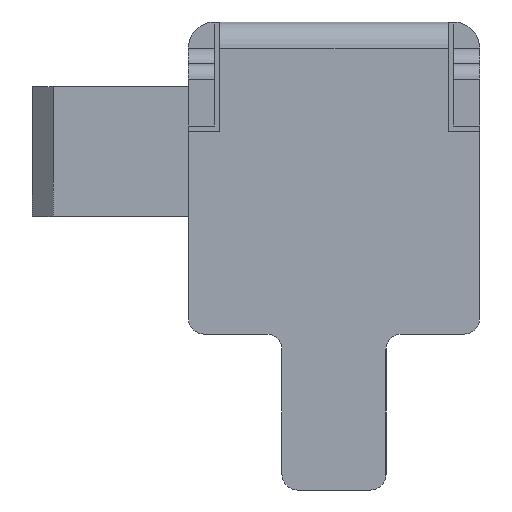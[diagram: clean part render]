
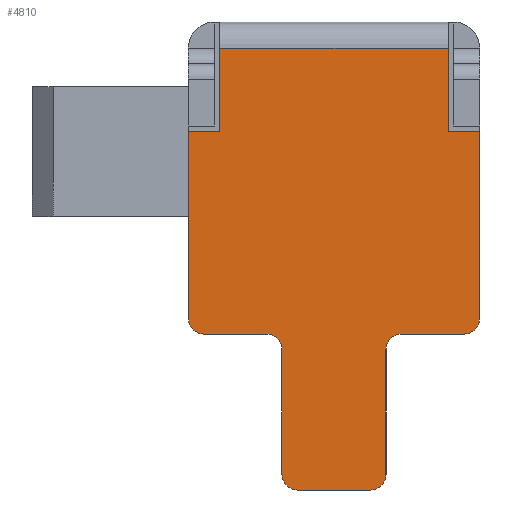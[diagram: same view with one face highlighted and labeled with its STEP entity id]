
A CAD part, left-side view. The second image highlights one B-rep face of the part: STEP entity #4810.
In plain terms, the highlighted planar face has unit normal (-1, 0, 0).
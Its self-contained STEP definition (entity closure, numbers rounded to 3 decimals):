
#256=CIRCLE('',#5129,0.3);
#258=CIRCLE('',#5132,0.3);
#263=CIRCLE('',#5140,0.3);
#264=CIRCLE('',#5142,0.3);
#265=CIRCLE('',#5143,0.3);
#266=CIRCLE('',#5144,0.3);
#438=FACE_OUTER_BOUND('',#701,.T.);
#701=EDGE_LOOP('',(#3705,#3706,#3707,#3708,#3709,#3710,#3711,#3712,#3713,
#3714,#3715,#3716,#3717,#3718,#3719,#3720,#3721,#3722));
#1099=LINE('',#7205,#1685);
#1105=LINE('',#7223,#1691);
#1109=LINE('',#7230,#1695);
#1113=LINE('',#7239,#1699);
#1116=LINE('',#7245,#1702);
#1118=LINE('',#7250,#1704);
#1122=LINE('',#7257,#1708);
#1124=LINE('',#7262,#1710);
#1129=LINE('',#7280,#1715);
#1135=LINE('',#7303,#1721);
#1136=LINE('',#7306,#1722);
#1137=LINE('',#7309,#1723);
#1685=VECTOR('',#5861,4.4);
#1691=VECTOR('',#5883,1.599);
#1695=VECTOR('',#5889,0.6);
#1699=VECTOR('',#5895,2.4);
#1702=VECTOR('',#5900,1.599);
#1704=VECTOR('',#5904,0.6);
#1708=VECTOR('',#5910,3.6);
#1710=VECTOR('',#5914,3.6);
#1715=VECTOR('',#5933,1.4);
#1721=VECTOR('',#5957,1.2);
#1722=VECTOR('',#5960,2.4);
#1723=VECTOR('',#5963,1.2);
#2209=VERTEX_POINT('',#7203);
#2210=VERTEX_POINT('',#7204);
#2214=VERTEX_POINT('',#7221);
#2216=VERTEX_POINT('',#7228);
#2218=VERTEX_POINT('',#7233);
#2220=VERTEX_POINT('',#7237);
#2221=VERTEX_POINT('',#7241);
#2224=VERTEX_POINT('',#7249);
#2226=VERTEX_POINT('',#7254);
#2227=VERTEX_POINT('',#7259);
#2230=VERTEX_POINT('',#7267);
#2232=VERTEX_POINT('',#7273);
#2233=VERTEX_POINT('',#7277);
#2240=VERTEX_POINT('',#7296);
#2241=VERTEX_POINT('',#7300);
#2242=VERTEX_POINT('',#7302);
#2243=VERTEX_POINT('',#7305);
#2244=VERTEX_POINT('',#7307);
#2727=EDGE_CURVE('',#2209,#2210,#1099,.T.);
#2737=EDGE_CURVE('',#2209,#2214,#1105,.T.);
#2741=EDGE_CURVE('',#2216,#2214,#1109,.T.);
#2745=EDGE_CURVE('',#2218,#2220,#1113,.T.);
#2748=EDGE_CURVE('',#2210,#2221,#1116,.T.);
#2750=EDGE_CURVE('',#2224,#2221,#1118,.T.);
#2754=EDGE_CURVE('',#2226,#2224,#1122,.T.);
#2756=EDGE_CURVE('',#2227,#2216,#1124,.T.);
#2760=EDGE_CURVE('',#2230,#2227,#256,.T.);
#2763=EDGE_CURVE('',#2232,#2220,#258,.T.);
#2765=EDGE_CURVE('',#2233,#2232,#1129,.T.);
#2774=EDGE_CURVE('',#2240,#2233,#263,.T.);
#2776=EDGE_CURVE('',#2226,#2241,#264,.T.);
#2777=EDGE_CURVE('',#2230,#2242,#1135,.T.);
#2778=EDGE_CURVE('',#2218,#2242,#265,.T.);
#2779=EDGE_CURVE('',#2240,#2243,#1136,.T.);
#2780=EDGE_CURVE('',#2244,#2243,#266,.T.);
#2781=EDGE_CURVE('',#2244,#2241,#1137,.T.);
#3705=ORIENTED_EDGE('',*,*,#2776,.F.);
#3706=ORIENTED_EDGE('',*,*,#2754,.T.);
#3707=ORIENTED_EDGE('',*,*,#2750,.T.);
#3708=ORIENTED_EDGE('',*,*,#2748,.F.);
#3709=ORIENTED_EDGE('',*,*,#2727,.F.);
#3710=ORIENTED_EDGE('',*,*,#2737,.T.);
#3711=ORIENTED_EDGE('',*,*,#2741,.F.);
#3712=ORIENTED_EDGE('',*,*,#2756,.F.);
#3713=ORIENTED_EDGE('',*,*,#2760,.F.);
#3714=ORIENTED_EDGE('',*,*,#2777,.T.);
#3715=ORIENTED_EDGE('',*,*,#2778,.F.);
#3716=ORIENTED_EDGE('',*,*,#2745,.T.);
#3717=ORIENTED_EDGE('',*,*,#2763,.F.);
#3718=ORIENTED_EDGE('',*,*,#2765,.F.);
#3719=ORIENTED_EDGE('',*,*,#2774,.F.);
#3720=ORIENTED_EDGE('',*,*,#2779,.T.);
#3721=ORIENTED_EDGE('',*,*,#2780,.F.);
#3722=ORIENTED_EDGE('',*,*,#2781,.T.);
#4569=PLANE('',#5141);
#4810=ADVANCED_FACE('',(#438),#4569,.F.);
#5129=AXIS2_PLACEMENT_3D('',#7269,#5921,#5922);
#5132=AXIS2_PLACEMENT_3D('',#7275,#5928,#5929);
#5140=AXIS2_PLACEMENT_3D('',#7297,#5950,#5951);
#5141=AXIS2_PLACEMENT_3D('',#7299,#5953,#5954);
#5142=AXIS2_PLACEMENT_3D('',#7301,#5955,#5956);
#5143=AXIS2_PLACEMENT_3D('',#7304,#5958,#5959);
#5144=AXIS2_PLACEMENT_3D('',#7308,#5961,#5962);
#5861=DIRECTION('',(0.,-1.,0.));
#5883=DIRECTION('',(0.,0.,-1.));
#5889=DIRECTION('',(0.,-1.,0.));
#5895=DIRECTION('',(0.,0.,-1.));
#5900=DIRECTION('',(0.,0.,-1.));
#5904=DIRECTION('',(0.,1.,0.));
#5910=DIRECTION('',(0.,0.,1.));
#5914=DIRECTION('',(0.,0.,1.));
#5921=DIRECTION('center_axis',(1.,0.,0.));
#5922=DIRECTION('ref_axis',(0.,0.707,-0.707));
#5928=DIRECTION('center_axis',(1.,0.,0.));
#5929=DIRECTION('ref_axis',(0.,0.707,-0.707));
#5933=DIRECTION('',(0.,1.,0.));
#5950=DIRECTION('center_axis',(1.,0.,0.));
#5951=DIRECTION('ref_axis',(0.,-0.707,-0.707));
#5953=DIRECTION('center_axis',(1.,0.,0.));
#5954=DIRECTION('ref_axis',(0.,0.,-1.));
#5955=DIRECTION('center_axis',(1.,0.,0.));
#5956=DIRECTION('ref_axis',(0.,-0.707,-0.707));
#5957=DIRECTION('',(0.,-1.,0.));
#5958=DIRECTION('center_axis',(-1.,0.,0.));
#5959=DIRECTION('ref_axis',(0.,-0.707,0.707));
#5960=DIRECTION('',(0.,0.,1.));
#5961=DIRECTION('center_axis',(-1.,0.,0.));
#5962=DIRECTION('ref_axis',(0.,0.707,0.707));
#5963=DIRECTION('',(0.,-1.,0.));
#7203=CARTESIAN_POINT('',(-6.5,2.2,-0.001));
#7204=CARTESIAN_POINT('',(-6.5,-2.2,-0.001));
#7205=CARTESIAN_POINT('',(-6.5,2.2,-0.001));
#7221=CARTESIAN_POINT('',(-6.5,2.2,-1.6));
#7223=CARTESIAN_POINT('',(-6.5,2.2,-0.001));
#7228=CARTESIAN_POINT('',(-6.5,2.8,-1.6));
#7230=CARTESIAN_POINT('',(-6.5,2.8,-1.6));
#7233=CARTESIAN_POINT('',(-6.5,1.,-5.8));
#7237=CARTESIAN_POINT('',(-6.5,1.,-8.2));
#7239=CARTESIAN_POINT('',(-6.5,1.,-5.8));
#7241=CARTESIAN_POINT('',(-6.5,-2.2,-1.6));
#7245=CARTESIAN_POINT('',(-6.5,-2.2,-0.001));
#7249=CARTESIAN_POINT('',(-6.5,-2.8,-1.6));
#7250=CARTESIAN_POINT('',(-6.5,-2.8,-1.6));
#7254=CARTESIAN_POINT('',(-6.5,-2.8,-5.2));
#7257=CARTESIAN_POINT('',(-6.5,-2.8,-5.2));
#7259=CARTESIAN_POINT('',(-6.5,2.8,-5.2));
#7262=CARTESIAN_POINT('',(-6.5,2.8,-5.2));
#7267=CARTESIAN_POINT('',(-6.5,2.5,-5.5));
#7269=CARTESIAN_POINT('Origin',(-6.5,2.5,-5.2));
#7273=CARTESIAN_POINT('',(-6.5,0.7,-8.5));
#7275=CARTESIAN_POINT('Origin',(-6.5,0.7,-8.2));
#7277=CARTESIAN_POINT('',(-6.5,-0.7,-8.5));
#7280=CARTESIAN_POINT('',(-6.5,-0.7,-8.5));
#7296=CARTESIAN_POINT('',(-6.5,-1.,-8.2));
#7297=CARTESIAN_POINT('Origin',(-6.5,-0.7,-8.2));
#7299=CARTESIAN_POINT('Origin',(-6.5,0.,-4.077));
#7300=CARTESIAN_POINT('',(-6.5,-2.5,-5.5));
#7301=CARTESIAN_POINT('Origin',(-6.5,-2.5,-5.2));
#7302=CARTESIAN_POINT('',(-6.5,1.3,-5.5));
#7303=CARTESIAN_POINT('',(-6.5,2.5,-5.5));
#7304=CARTESIAN_POINT('Origin',(-6.5,1.3,-5.8));
#7305=CARTESIAN_POINT('',(-6.5,-1.,-5.8));
#7306=CARTESIAN_POINT('',(-6.5,-1.,-8.2));
#7307=CARTESIAN_POINT('',(-6.5,-1.3,-5.5));
#7308=CARTESIAN_POINT('Origin',(-6.5,-1.3,-5.8));
#7309=CARTESIAN_POINT('',(-6.5,-1.3,-5.5));
